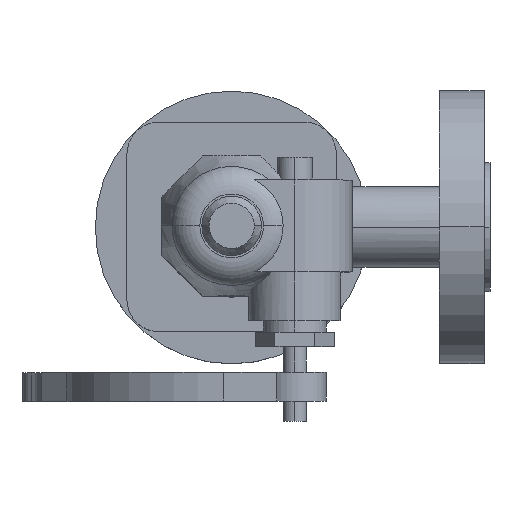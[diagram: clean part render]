
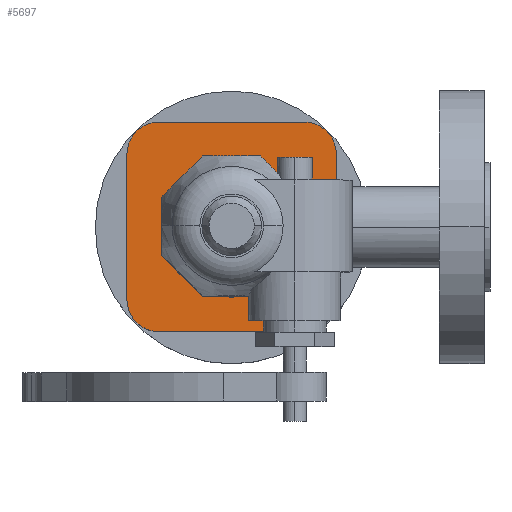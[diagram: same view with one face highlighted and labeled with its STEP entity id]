
A CAD part, top view. The second image highlights one B-rep face of the part: STEP entity #5697.
In plain terms, the highlighted planar face has unit normal (0, 0, 1).
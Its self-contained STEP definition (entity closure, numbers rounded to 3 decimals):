
#5501=CARTESIAN_POINT('',(25.456,36.456,143.73));
#5502=VERTEX_POINT('',#5501);
#5509=CARTESIAN_POINT('',(36.456,25.456,143.73));
#5510=VERTEX_POINT('',#5509);
#5511=CARTESIAN_POINT('',(25.456,25.456,143.73));
#5512=DIRECTION('',(-0.,-0.,1.));
#5513=DIRECTION('',(1.,0.,0.));
#5514=AXIS2_PLACEMENT_3D('',#5511,#5512,#5513);
#5515=CIRCLE('',#5514,11.);
#5516=EDGE_CURVE('',#5510,#5502,#5515,.T.);
#5534=CARTESIAN_POINT('',(36.456,-25.456,143.73));
#5535=VERTEX_POINT('',#5534);
#5536=CARTESIAN_POINT('',(36.456,-25.456,143.73));
#5537=DIRECTION('',(-0.,1.,0.));
#5538=VECTOR('',#5537,50.912);
#5539=LINE('',#5536,#5538);
#5540=EDGE_CURVE('',#5535,#5510,#5539,.T.);
#5558=CARTESIAN_POINT('',(25.456,-36.456,143.73));
#5559=VERTEX_POINT('',#5558);
#5560=CARTESIAN_POINT('',(25.456,-25.456,143.73));
#5561=DIRECTION('',(-0.,-0.,1.));
#5562=DIRECTION('',(0.,-1.,-0.));
#5563=AXIS2_PLACEMENT_3D('',#5560,#5561,#5562);
#5564=CIRCLE('',#5563,11.);
#5565=EDGE_CURVE('',#5559,#5535,#5564,.T.);
#5583=CARTESIAN_POINT('',(-25.456,-36.456,143.73));
#5584=VERTEX_POINT('',#5583);
#5585=CARTESIAN_POINT('',(-25.456,-36.456,143.73));
#5586=DIRECTION('',(1.,-0.,-0.));
#5587=VECTOR('',#5586,50.912);
#5588=LINE('',#5585,#5587);
#5589=EDGE_CURVE('',#5584,#5559,#5588,.T.);
#5607=CARTESIAN_POINT('',(-36.456,-25.456,143.73));
#5608=VERTEX_POINT('',#5607);
#5609=CARTESIAN_POINT('',(-25.456,-25.456,143.73));
#5610=DIRECTION('',(-0.,-0.,1.));
#5611=DIRECTION('',(-1.,0.,0.));
#5612=AXIS2_PLACEMENT_3D('',#5609,#5610,#5611);
#5613=CIRCLE('',#5612,11.);
#5614=EDGE_CURVE('',#5608,#5584,#5613,.T.);
#5631=CARTESIAN_POINT('',(-25.456,36.456,143.73));
#5632=VERTEX_POINT('',#5631);
#5639=CARTESIAN_POINT('',(25.456,36.456,143.73));
#5640=DIRECTION('',(-1.,-0.,-0.));
#5641=VECTOR('',#5640,50.912);
#5642=LINE('',#5639,#5641);
#5643=EDGE_CURVE('',#5502,#5632,#5642,.T.);
#5649=CARTESIAN_POINT('',(36.25,-0.,143.73));
#5650=DIRECTION('',(0.,-0.,1.));
#5651=DIRECTION('',(1.,0.,-0.));
#5652=AXIS2_PLACEMENT_3D('',#5649,#5650,#5651);
#5653=PLANE('',#5652);
#5654=ORIENTED_EDGE('',*,*,#5614,.T.);
#5655=ORIENTED_EDGE('',*,*,#5589,.T.);
#5656=ORIENTED_EDGE('',*,*,#5565,.T.);
#5657=ORIENTED_EDGE('',*,*,#5540,.T.);
#5658=ORIENTED_EDGE('',*,*,#5516,.T.);
#5659=ORIENTED_EDGE('',*,*,#5643,.T.);
#5660=CARTESIAN_POINT('',(-36.456,25.456,143.73));
#5661=VERTEX_POINT('',#5660);
#5662=CARTESIAN_POINT('',(-25.456,25.456,143.73));
#5663=DIRECTION('',(-0.,-0.,1.));
#5664=DIRECTION('',(0.,1.,0.));
#5665=AXIS2_PLACEMENT_3D('',#5662,#5663,#5664);
#5666=CIRCLE('',#5665,11.);
#5667=EDGE_CURVE('',#5632,#5661,#5666,.T.);
#5668=ORIENTED_EDGE('',*,*,#5667,.T.);
#5669=CARTESIAN_POINT('',(-36.456,25.456,143.73));
#5670=DIRECTION('',(0.,-1.,-0.));
#5671=VECTOR('',#5670,50.912);
#5672=LINE('',#5669,#5671);
#5673=EDGE_CURVE('',#5661,#5608,#5672,.T.);
#5674=ORIENTED_EDGE('',*,*,#5673,.T.);
#5675=EDGE_LOOP('',(#5654,#5655,#5656,#5657,#5658,#5659,#5668,#5674));
#5676=FACE_BOUND('',#5675,.T.);
#5677=CARTESIAN_POINT('',(-24.5,-0.,143.73));
#5678=VERTEX_POINT('',#5677);
#5679=CARTESIAN_POINT('',(24.5,-0.,143.73));
#5680=VERTEX_POINT('',#5679);
#5681=CARTESIAN_POINT('',(0.,-0.,143.73));
#5682=DIRECTION('',(-0.,-0.,1.));
#5683=DIRECTION('',(1.,0.,0.));
#5684=AXIS2_PLACEMENT_3D('',#5681,#5682,#5683);
#5685=CIRCLE('',#5684,24.5);
#5686=EDGE_CURVE('',#5678,#5680,#5685,.T.);
#5687=ORIENTED_EDGE('',*,*,#5686,.F.);
#5688=CARTESIAN_POINT('',(0.,-0.,143.73));
#5689=DIRECTION('',(-0.,-0.,1.));
#5690=DIRECTION('',(1.,0.,0.));
#5691=AXIS2_PLACEMENT_3D('',#5688,#5689,#5690);
#5692=CIRCLE('',#5691,24.5);
#5693=EDGE_CURVE('',#5680,#5678,#5692,.T.);
#5694=ORIENTED_EDGE('',*,*,#5693,.F.);
#5695=EDGE_LOOP('',(#5687,#5694));
#5696=FACE_BOUND('',#5695,.T.);
#5697=ADVANCED_FACE('',(#5676,#5696),#5653,.T.);
